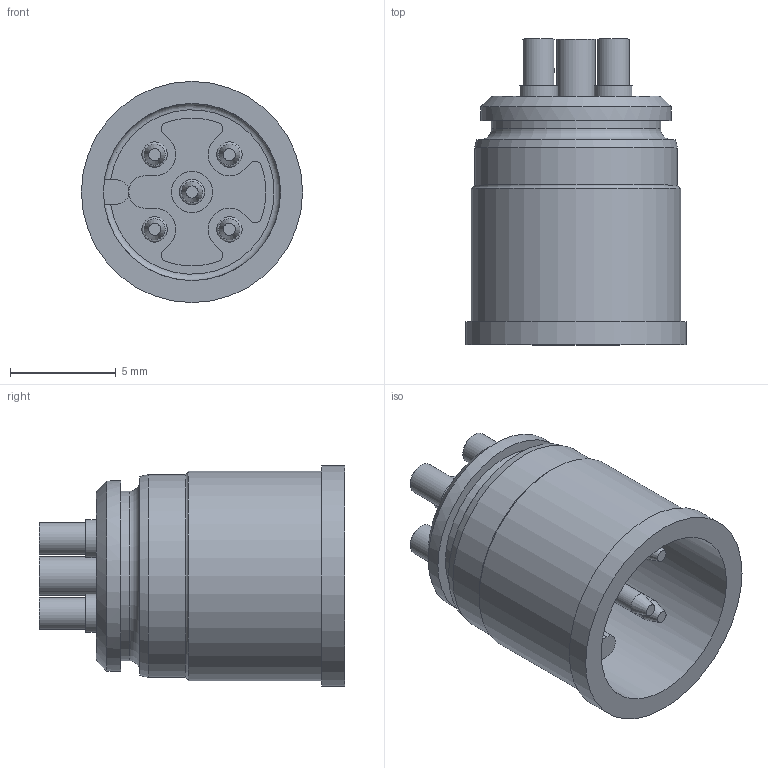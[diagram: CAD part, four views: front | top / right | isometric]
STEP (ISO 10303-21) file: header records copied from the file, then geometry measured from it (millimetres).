
FILE_DESCRIPTION(/* description */ (''),/* implementation_level */ '2;1');
FILE_NAME(/* name */ 'EWAS12P_S3001_stp.stp',/* time_stamp */ '2018-09-13T10:37:19+02:00',/* author */ (''),/* organization */ (''),/* preprocessor_version */ 'ST-DEVELOPER v16',/* originating_system */ 'SIEMENS PLM Software NX 10.0',/* authorisation */ '');
FILE_SCHEMA (('AUTOMOTIVE_DESIGN { 1 0 10303 214 3 1 1 1 }'));
Length unit declared in the file: millimetre
Products named in the file (1): EWAS12P_S3001_stp
Bounding box: 10.45 x 14.45 x 10.45 mm (x, y, z)
Volume: 401.4 mm3; surface area: 1044.1 mm2
Topology: 1 solids, 1 shells, 135 faces, 316 edges, 204 vertices
Faces by surface type: cylinder 67, plane 43, cone 17, torus 8
Full cylindrical faces by diameter (mm): 0.8 x4, 1 x14, 1.3 x1, 1.5 x4, 1.8 x5, 1.95 x2, 8 x1, 8.375 x1, 9 x1, 9.6 x1, 9.9 x1, 10.45 x1
Entity records: 4059 total; most frequent: CARTESIAN_POINT 1161, DIRECTION 634, ORIENTED_EDGE 478, AXIS2_PLACEMENT_3D 274, EDGE_CURVE 239, EDGE_LOOP 224, VERTEX_POINT 192, FACE_BOUND 173
